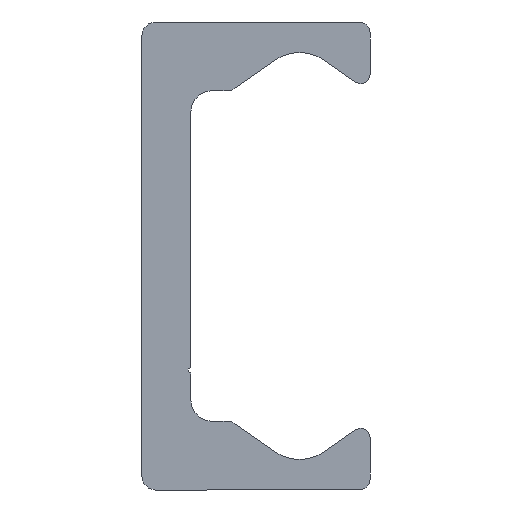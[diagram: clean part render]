
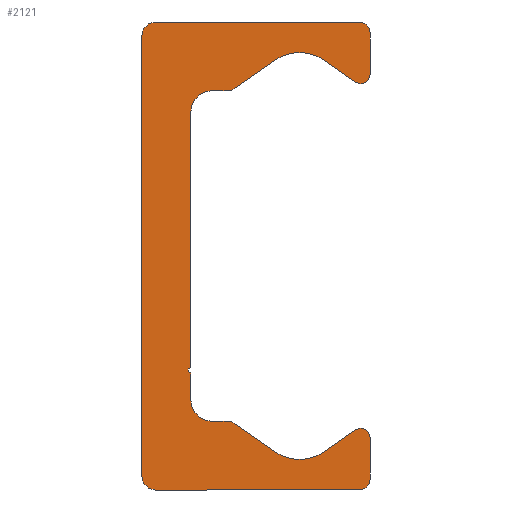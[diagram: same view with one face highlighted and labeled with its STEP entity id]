
A CAD part, left-side view. The second image highlights one B-rep face of the part: STEP entity #2121.
In plain terms, the highlighted planar face has unit normal (-1, 0, 0).
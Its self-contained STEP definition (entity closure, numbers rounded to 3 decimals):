
#1140=CARTESIAN_POINT('',(0.0,9.25,-21.5));
#1141=VERTEX_POINT('',#1140);
#1148=CARTESIAN_POINT('',(0.0,10.5,-20.25));
#1149=VERTEX_POINT('',#1148);
#1150=CARTESIAN_POINT('',(0.0,9.25,-20.25));
#1151=DIRECTION('',(1.0,0.0,0.0));
#1152=DIRECTION('',(0.0,0.0,-1.0));
#1153=AXIS2_PLACEMENT_3D('',#1150,#1151,#1152);
#1154=CIRCLE('',#1153,1.25);
#1155=EDGE_CURVE('',#1141,#1149,#1154,.T.);
#1179=CARTESIAN_POINT('',(0.0,-9.5,-21.5));
#1180=VERTEX_POINT('',#1179);
#1187=CARTESIAN_POINT('',(0.0,-9.5,-21.5));
#1188=DIRECTION('',(0.0,1.0,0.0));
#1189=VECTOR('',#1188,18.75);
#1190=LINE('',#1187,#1189);
#1191=EDGE_CURVE('',#1180,#1141,#1190,.T.);
#1211=CARTESIAN_POINT('',(0.0,-10.5,-20.5));
#1212=VERTEX_POINT('',#1211);
#1219=CARTESIAN_POINT('',(0.0,-9.5,-20.5));
#1220=DIRECTION('',(1.0,0.0,0.0));
#1221=DIRECTION('',(0.0,-1.0,0.0));
#1222=AXIS2_PLACEMENT_3D('',#1219,#1220,#1221);
#1223=CIRCLE('',#1222,1.0);
#1224=EDGE_CURVE('',#1212,#1180,#1223,.T.);
#1243=CARTESIAN_POINT('',(0.0,-10.5,-16.65));
#1244=VERTEX_POINT('',#1243);
#1251=CARTESIAN_POINT('',(0.0,-10.5,-16.65));
#1252=DIRECTION('',(0.0,0.0,-1.0));
#1253=VECTOR('',#1252,3.85);
#1254=LINE('',#1251,#1253);
#1255=EDGE_CURVE('',#1244,#1212,#1254,.T.);
#1275=CARTESIAN_POINT('',(0.0,-9.162,-15.954));
#1276=VERTEX_POINT('',#1275);
#1283=CARTESIAN_POINT('',(0.0,-9.65,-16.65));
#1284=DIRECTION('',(1.0,0.0,0.0));
#1285=DIRECTION('',(0.0,0.574,0.819));
#1286=AXIS2_PLACEMENT_3D('',#1283,#1284,#1285);
#1287=CIRCLE('',#1286,0.85);
#1288=EDGE_CURVE('',#1276,#1244,#1287,.T.);
#1307=CARTESIAN_POINT('',(0.0,-6.294,-17.962));
#1308=VERTEX_POINT('',#1307);
#1315=CARTESIAN_POINT('',(0.0,-6.294,-17.962));
#1316=DIRECTION('',(0.0,-0.819,0.574));
#1317=VECTOR('',#1316,3.501);
#1318=LINE('',#1315,#1317);
#1319=EDGE_CURVE('',#1308,#1276,#1318,.T.);
#1339=CARTESIAN_POINT('',(0.0,-1.706,-17.962));
#1340=VERTEX_POINT('',#1339);
#1347=CARTESIAN_POINT('',(0.0,-4.,-14.685));
#1348=DIRECTION('',(-1.0,0.0,0.0));
#1349=DIRECTION('',(0.0,0.574,0.819));
#1350=AXIS2_PLACEMENT_3D('',#1347,#1348,#1349);
#1351=CIRCLE('',#1350,4.0);
#1352=EDGE_CURVE('',#1340,#1308,#1351,.T.);
#1371=CARTESIAN_POINT('',(0.0,1.981,-15.381));
#1372=VERTEX_POINT('',#1371);
#1379=CARTESIAN_POINT('',(0.0,1.981,-15.381));
#1380=DIRECTION('',(0.0,-0.819,-0.574));
#1381=VECTOR('',#1380,4.5);
#1382=LINE('',#1379,#1381);
#1383=EDGE_CURVE('',#1372,#1340,#1382,.T.);
#1403=CARTESIAN_POINT('',(0.0,2.554,-15.2));
#1404=VERTEX_POINT('',#1403);
#1411=CARTESIAN_POINT('',(0.0,2.554,-16.2));
#1412=DIRECTION('',(1.0,0.0,0.0));
#1413=DIRECTION('',(0.0,0.0,1.0));
#1414=AXIS2_PLACEMENT_3D('',#1411,#1412,#1413);
#1415=CIRCLE('',#1414,1.);
#1416=EDGE_CURVE('',#1404,#1372,#1415,.T.);
#1435=CARTESIAN_POINT('',(0.0,4.0,-15.2));
#1436=VERTEX_POINT('',#1435);
#1443=CARTESIAN_POINT('',(0.0,4.0,-15.2));
#1444=DIRECTION('',(0.0,-1.0,0.0));
#1445=VECTOR('',#1444,1.446);
#1446=LINE('',#1443,#1445);
#1447=EDGE_CURVE('',#1436,#1404,#1446,.T.);
#1467=CARTESIAN_POINT('',(0.0,6.,-13.2));
#1468=VERTEX_POINT('',#1467);
#1475=CARTESIAN_POINT('',(0.0,4.,-13.2));
#1476=DIRECTION('',(-1.0,0.0,0.0));
#1477=DIRECTION('',(0.0,0.0,1.0));
#1478=AXIS2_PLACEMENT_3D('',#1475,#1476,#1477);
#1479=CIRCLE('',#1478,2.0);
#1480=EDGE_CURVE('',#1468,#1436,#1479,.T.);
#1499=CARTESIAN_POINT('',(0.0,6.,-10.75));
#1500=VERTEX_POINT('',#1499);
#1507=CARTESIAN_POINT('',(0.0,6.,-10.75));
#1508=DIRECTION('',(0.0,0.0,-1.0));
#1509=VECTOR('',#1508,2.45);
#1510=LINE('',#1507,#1509);
#1511=EDGE_CURVE('',#1500,#1468,#1510,.T.);
#1531=CARTESIAN_POINT('',(0.0,6.,-10.25));
#1532=VERTEX_POINT('',#1531);
#1539=CARTESIAN_POINT('',(0.0,6.,-10.5));
#1540=DIRECTION('',(-1.0,0.0,0.0));
#1541=DIRECTION('',(0.0,0.0,1.0));
#1542=AXIS2_PLACEMENT_3D('',#1539,#1540,#1541);
#1543=CIRCLE('',#1542,0.25);
#1544=EDGE_CURVE('',#1532,#1500,#1543,.T.);
#1563=CARTESIAN_POINT('',(0.0,6.,13.2));
#1564=VERTEX_POINT('',#1563);
#1571=CARTESIAN_POINT('',(0.0,6.,13.2));
#1572=DIRECTION('',(0.0,0.0,-1.0));
#1573=VECTOR('',#1572,23.45);
#1574=LINE('',#1571,#1573);
#1575=EDGE_CURVE('',#1564,#1532,#1574,.T.);
#1661=CARTESIAN_POINT('',(0.0,4.0,15.2));
#1662=VERTEX_POINT('',#1661);
#1669=CARTESIAN_POINT('',(0.0,4.,13.2));
#1670=DIRECTION('',(-1.0,0.0,0.0));
#1671=DIRECTION('',(0.0,-1.0,0.0));
#1672=AXIS2_PLACEMENT_3D('',#1669,#1670,#1671);
#1673=CIRCLE('',#1672,2.0);
#1674=EDGE_CURVE('',#1662,#1564,#1673,.T.);
#1693=CARTESIAN_POINT('',(0.0,2.554,15.2));
#1694=VERTEX_POINT('',#1693);
#1701=CARTESIAN_POINT('',(0.0,2.554,15.2));
#1702=DIRECTION('',(0.0,1.0,0.0));
#1703=VECTOR('',#1702,1.446);
#1704=LINE('',#1701,#1703);
#1705=EDGE_CURVE('',#1694,#1662,#1704,.T.);
#1725=CARTESIAN_POINT('',(0.0,1.981,15.381));
#1726=VERTEX_POINT('',#1725);
#1733=CARTESIAN_POINT('',(0.0,2.554,16.2));
#1734=DIRECTION('',(1.0,0.0,0.0));
#1735=DIRECTION('',(0.0,-0.574,-0.819));
#1736=AXIS2_PLACEMENT_3D('',#1733,#1734,#1735);
#1737=CIRCLE('',#1736,1.);
#1738=EDGE_CURVE('',#1726,#1694,#1737,.T.);
#1757=CARTESIAN_POINT('',(0.0,-1.706,17.962));
#1758=VERTEX_POINT('',#1757);
#1765=CARTESIAN_POINT('',(0.0,-1.706,17.962));
#1766=DIRECTION('',(0.0,0.819,-0.574));
#1767=VECTOR('',#1766,4.5);
#1768=LINE('',#1765,#1767);
#1769=EDGE_CURVE('',#1758,#1726,#1768,.T.);
#1789=CARTESIAN_POINT('',(0.0,-6.294,17.962));
#1790=VERTEX_POINT('',#1789);
#1797=CARTESIAN_POINT('',(0.0,-4.,14.685));
#1798=DIRECTION('',(-1.0,0.0,0.0));
#1799=DIRECTION('',(0.0,-0.574,-0.819));
#1800=AXIS2_PLACEMENT_3D('',#1797,#1798,#1799);
#1801=CIRCLE('',#1800,4.0);
#1802=EDGE_CURVE('',#1790,#1758,#1801,.T.);
#1821=CARTESIAN_POINT('',(0.0,-9.162,15.954));
#1822=VERTEX_POINT('',#1821);
#1829=CARTESIAN_POINT('',(0.0,-9.162,15.954));
#1830=DIRECTION('',(0.0,0.819,0.574));
#1831=VECTOR('',#1830,3.501);
#1832=LINE('',#1829,#1831);
#1833=EDGE_CURVE('',#1822,#1790,#1832,.T.);
#1853=CARTESIAN_POINT('',(0.0,-10.5,16.65));
#1854=VERTEX_POINT('',#1853);
#1861=CARTESIAN_POINT('',(0.0,-9.65,16.65));
#1862=DIRECTION('',(1.0,0.0,0.0));
#1863=DIRECTION('',(0.0,-1.0,0.0));
#1864=AXIS2_PLACEMENT_3D('',#1861,#1862,#1863);
#1865=CIRCLE('',#1864,0.85);
#1866=EDGE_CURVE('',#1854,#1822,#1865,.T.);
#1885=CARTESIAN_POINT('',(0.0,-10.5,20.5));
#1886=VERTEX_POINT('',#1885);
#1893=CARTESIAN_POINT('',(0.0,-10.5,20.5));
#1894=DIRECTION('',(0.0,0.0,-1.0));
#1895=VECTOR('',#1894,3.85);
#1896=LINE('',#1893,#1895);
#1897=EDGE_CURVE('',#1886,#1854,#1896,.T.);
#1917=CARTESIAN_POINT('',(0.0,-9.5,21.5));
#1918=VERTEX_POINT('',#1917);
#1925=CARTESIAN_POINT('',(0.0,-9.5,20.5));
#1926=DIRECTION('',(1.0,0.0,0.0));
#1927=DIRECTION('',(0.0,0.0,1.0));
#1928=AXIS2_PLACEMENT_3D('',#1925,#1926,#1927);
#1929=CIRCLE('',#1928,1.0);
#1930=EDGE_CURVE('',#1918,#1886,#1929,.T.);
#1949=CARTESIAN_POINT('',(0.0,9.25,21.5));
#1950=VERTEX_POINT('',#1949);
#1957=CARTESIAN_POINT('',(0.0,9.25,21.5));
#1958=DIRECTION('',(0.0,-1.0,0.0));
#1959=VECTOR('',#1958,18.75);
#1960=LINE('',#1957,#1959);
#1961=EDGE_CURVE('',#1950,#1918,#1960,.T.);
#1981=CARTESIAN_POINT('',(0.0,10.5,20.25));
#1982=VERTEX_POINT('',#1981);
#1989=CARTESIAN_POINT('',(0.0,9.25,20.25));
#1990=DIRECTION('',(1.0,0.0,0.0));
#1991=DIRECTION('',(0.0,1.0,0.0));
#1992=AXIS2_PLACEMENT_3D('',#1989,#1990,#1991);
#1993=CIRCLE('',#1992,1.25);
#1994=EDGE_CURVE('',#1982,#1950,#1993,.T.);
#2012=CARTESIAN_POINT('',(0.0,10.5,-20.25));
#2013=DIRECTION('',(0.0,0.0,1.0));
#2014=VECTOR('',#2013,40.5);
#2015=LINE('',#2012,#2014);
#2016=EDGE_CURVE('',#1149,#1982,#2015,.T.);
#2088=CARTESIAN_POINT('',(0.0,2.66,-0.019));
#2089=DIRECTION('',(1.0,0.0,0.0));
#2090=DIRECTION('',(0.0,0.0,-1.0));
#2091=AXIS2_PLACEMENT_3D('',#2088,#2089,#2090);
#2092=PLANE('',#2091);
#2093=ORIENTED_EDGE('',*,*,#2016,.F.);
#2094=ORIENTED_EDGE('',*,*,#1155,.F.);
#2095=ORIENTED_EDGE('',*,*,#1191,.F.);
#2096=ORIENTED_EDGE('',*,*,#1224,.F.);
#2097=ORIENTED_EDGE('',*,*,#1255,.F.);
#2098=ORIENTED_EDGE('',*,*,#1288,.F.);
#2099=ORIENTED_EDGE('',*,*,#1319,.F.);
#2100=ORIENTED_EDGE('',*,*,#1352,.F.);
#2101=ORIENTED_EDGE('',*,*,#1383,.F.);
#2102=ORIENTED_EDGE('',*,*,#1416,.F.);
#2103=ORIENTED_EDGE('',*,*,#1447,.F.);
#2104=ORIENTED_EDGE('',*,*,#1480,.F.);
#2105=ORIENTED_EDGE('',*,*,#1511,.F.);
#2106=ORIENTED_EDGE('',*,*,#1544,.F.);
#2107=ORIENTED_EDGE('',*,*,#1575,.F.);
#2108=ORIENTED_EDGE('',*,*,#1674,.F.);
#2109=ORIENTED_EDGE('',*,*,#1705,.F.);
#2110=ORIENTED_EDGE('',*,*,#1738,.F.);
#2111=ORIENTED_EDGE('',*,*,#1769,.F.);
#2112=ORIENTED_EDGE('',*,*,#1802,.F.);
#2113=ORIENTED_EDGE('',*,*,#1833,.F.);
#2114=ORIENTED_EDGE('',*,*,#1866,.F.);
#2115=ORIENTED_EDGE('',*,*,#1897,.F.);
#2116=ORIENTED_EDGE('',*,*,#1930,.F.);
#2117=ORIENTED_EDGE('',*,*,#1961,.F.);
#2118=ORIENTED_EDGE('',*,*,#1994,.F.);
#2119=EDGE_LOOP('',(#2093,#2094,#2095,#2096,#2097,#2098,#2099,#2100,#2101,#2102,#2103,#2104,#2105,#2106,#2107,#2108,#2109,#2110,#2111,#2112,#2113,#2114,#2115,#2116,#2117,#2118));
#2120=FACE_OUTER_BOUND('',#2119,.T.);
#2121=ADVANCED_FACE('',(#2120),#2092,.F.);
